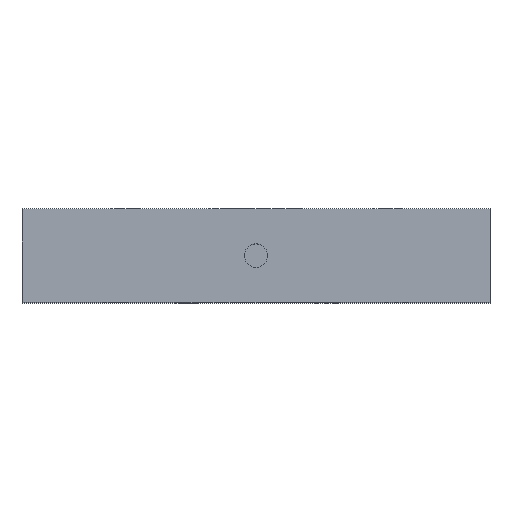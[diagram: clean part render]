
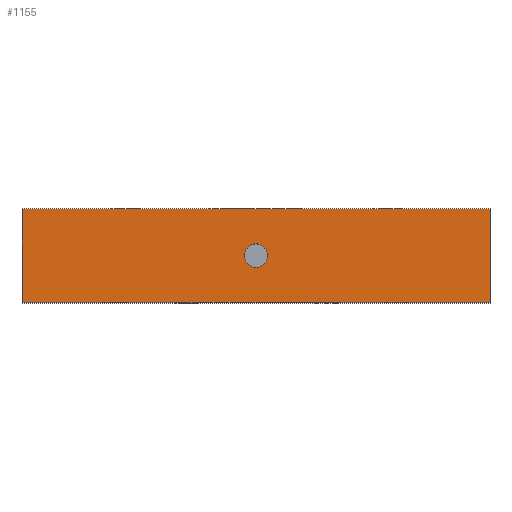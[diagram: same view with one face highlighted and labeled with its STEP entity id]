
A CAD part, top view. The second image highlights one B-rep face of the part: STEP entity #1155.
In plain terms, the highlighted planar face has unit normal (0, 0, 1).
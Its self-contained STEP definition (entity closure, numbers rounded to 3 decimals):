
#59 = CARTESIAN_POINT ( 'NONE',  ( 25., 5., 0. ) ) ;
#67 = VERTEX_POINT ( 'NONE', #1248 ) ;
#99 = VERTEX_POINT ( 'NONE', #1881 ) ;
#106 = EDGE_CURVE ( 'NONE', #792, #907, #1701, .T. ) ;
#152 = VECTOR ( 'NONE', #1393, 1000. ) ;
#235 = CARTESIAN_POINT ( 'NONE',  ( 0., 0., 0. ) ) ;
#241 = LINE ( 'NONE', #1866, #487 ) ;
#295 = ORIENTED_EDGE ( 'NONE', *, *, #492, .F. ) ;
#310 = DIRECTION ( 'NONE',  ( 1., 0., 0. ) ) ;
#351 = CARTESIAN_POINT ( 'NONE',  ( 0., 10., 0. ) ) ;
#353 = EDGE_LOOP ( 'NONE', ( #665, #1375 ) ) ;
#487 = VECTOR ( 'NONE', #2059, 1000. ) ;
#492 = EDGE_CURVE ( 'NONE', #99, #67, #1558, .T. ) ;
#548 = DIRECTION ( 'NONE',  ( 1., 0., 0. ) ) ;
#571 = DIRECTION ( 'NONE',  ( 1., 0., 0. ) ) ;
#626 = VECTOR ( 'NONE', #1683, 1000. ) ;
#665 = ORIENTED_EDGE ( 'NONE', *, *, #1537, .F. ) ;
#747 = EDGE_CURVE ( 'NONE', #1653, #924, #1497, .T. ) ;
#775 = CARTESIAN_POINT ( 'NONE',  ( 23.75, 5., 0. ) ) ;
#792 = VERTEX_POINT ( 'NONE', #235 ) ;
#807 = CARTESIAN_POINT ( 'NONE',  ( 50., 0., 0. ) ) ;
#842 = ORIENTED_EDGE ( 'NONE', *, *, #1677, .F. ) ;
#907 = VERTEX_POINT ( 'NONE', #807 ) ;
#913 = FACE_OUTER_BOUND ( 'NONE', #1869, .T. ) ;
#924 = VERTEX_POINT ( 'NONE', #1122 ) ;
#960 = AXIS2_PLACEMENT_3D ( 'NONE', #2014, #1564, #1863 ) ;
#1041 = LINE ( 'NONE', #351, #626 ) ;
#1122 = CARTESIAN_POINT ( 'NONE',  ( 26.25, 5., 0. ) ) ;
#1155 = ADVANCED_FACE ( 'NONE', ( #1355, #913 ), #2041, .F. ) ;
#1160 = CARTESIAN_POINT ( 'NONE',  ( 25., 5., 0. ) ) ;
#1248 = CARTESIAN_POINT ( 'NONE',  ( 50., 10., 0. ) ) ;
#1256 = CARTESIAN_POINT ( 'NONE',  ( 0., 0., 0. ) ) ;
#1270 = ORIENTED_EDGE ( 'NONE', *, *, #106, .T. ) ;
#1355 = FACE_BOUND ( 'NONE', #353, .T. ) ;
#1375 = ORIENTED_EDGE ( 'NONE', *, *, #747, .F. ) ;
#1392 = AXIS2_PLACEMENT_3D ( 'NONE', #59, #1517, #571 ) ;
#1393 = DIRECTION ( 'NONE',  ( 1., 0., 0. ) ) ;
#1497 = CIRCLE ( 'NONE', #1392, 1.25 ) ;
#1506 = VECTOR ( 'NONE', #310, 1000. ) ;
#1517 = DIRECTION ( 'NONE',  ( 0., 0., 1. ) ) ;
#1522 = DIRECTION ( 'NONE',  ( 0., 0., 1. ) ) ;
#1537 = EDGE_CURVE ( 'NONE', #924, #1653, #1950, .T. ) ;
#1558 = LINE ( 'NONE', #2063, #1506 ) ;
#1564 = DIRECTION ( 'NONE',  ( 0., 0., -1. ) ) ;
#1591 = EDGE_CURVE ( 'NONE', #99, #792, #1041, .T. ) ;
#1653 = VERTEX_POINT ( 'NONE', #775 ) ;
#1677 = EDGE_CURVE ( 'NONE', #67, #907, #241, .T. ) ;
#1683 = DIRECTION ( 'NONE',  ( 0., -1., 0. ) ) ;
#1701 = LINE ( 'NONE', #1256, #152 ) ;
#1808 = AXIS2_PLACEMENT_3D ( 'NONE', #1160, #1522, #548 ) ;
#1863 = DIRECTION ( 'NONE',  ( -1., 0., 0. ) ) ;
#1866 = CARTESIAN_POINT ( 'NONE',  ( 50., 10., 0. ) ) ;
#1869 = EDGE_LOOP ( 'NONE', ( #1270, #842, #295, #2096 ) ) ;
#1881 = CARTESIAN_POINT ( 'NONE',  ( 0., 10., 0. ) ) ;
#1950 = CIRCLE ( 'NONE', #1808, 1.25 ) ;
#2014 = CARTESIAN_POINT ( 'NONE',  ( 0., 10., 0. ) ) ;
#2041 = PLANE ( 'NONE',  #960 ) ;
#2059 = DIRECTION ( 'NONE',  ( 0., -1., 0. ) ) ;
#2063 = CARTESIAN_POINT ( 'NONE',  ( 0., 10., 0. ) ) ;
#2096 = ORIENTED_EDGE ( 'NONE', *, *, #1591, .T. ) ;
